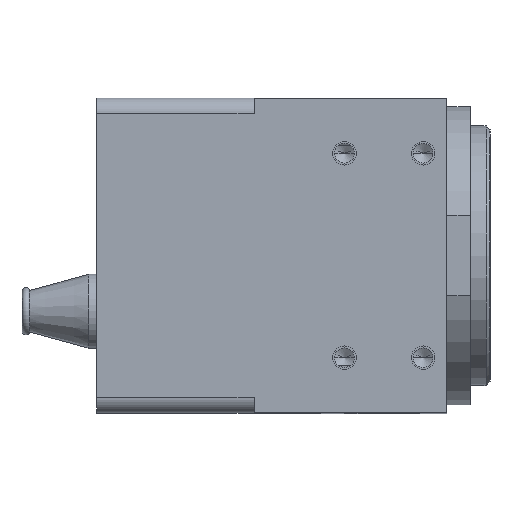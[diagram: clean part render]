
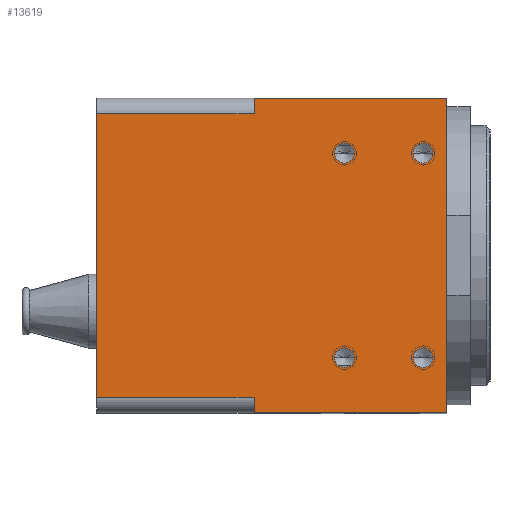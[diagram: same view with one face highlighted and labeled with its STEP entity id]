
A CAD part, top view. The second image highlights one B-rep face of the part: STEP entity #13619.
In plain terms, the highlighted planar face has unit normal (0, 0, 1).
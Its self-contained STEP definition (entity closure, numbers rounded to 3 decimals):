
#1909=DIRECTION('',(1.,0.,0.));
#1910=VECTOR('',#1909,24.5);
#1911=CARTESIAN_POINT('',(1.5,-20.,38.));
#1912=LINE('',#1911,#1910);
#3059=DIRECTION('',(0.,-1.,0.));
#3060=VECTOR('',#3059,36.);
#3061=CARTESIAN_POINT('',(-18.5,18.,38.));
#3062=LINE('',#3061,#3060);
#3737=CARTESIAN_POINT('',(23.,-13.,38.));
#3738=DIRECTION('',(0.,0.,1.));
#3739=DIRECTION('',(-1.,0.,0.));
#3740=AXIS2_PLACEMENT_3D('',#3737,#3738,#3739);
#3742=CARTESIAN_POINT('',(23.,-13.,38.));
#3743=DIRECTION('',(0.,0.,1.));
#3744=DIRECTION('',(1.,0.,0.));
#3745=AXIS2_PLACEMENT_3D('',#3742,#3743,#3744);
#3747=CARTESIAN_POINT('',(13.,-13.,38.));
#3748=DIRECTION('',(0.,0.,1.));
#3749=DIRECTION('',(-1.,0.,0.));
#3750=AXIS2_PLACEMENT_3D('',#3747,#3748,#3749);
#3752=CARTESIAN_POINT('',(13.,-13.,38.));
#3753=DIRECTION('',(0.,0.,1.));
#3754=DIRECTION('',(1.,0.,0.));
#3755=AXIS2_PLACEMENT_3D('',#3752,#3753,#3754);
#3757=CARTESIAN_POINT('',(23.,13.,38.));
#3758=DIRECTION('',(0.,0.,-1.));
#3759=DIRECTION('',(-1.,0.,0.));
#3760=AXIS2_PLACEMENT_3D('',#3757,#3758,#3759);
#3762=CARTESIAN_POINT('',(23.,13.,38.));
#3763=DIRECTION('',(0.,0.,-1.));
#3764=DIRECTION('',(1.,0.,0.));
#3765=AXIS2_PLACEMENT_3D('',#3762,#3763,#3764);
#3767=CARTESIAN_POINT('',(13.,13.,38.));
#3768=DIRECTION('',(0.,0.,-1.));
#3769=DIRECTION('',(-1.,0.,0.));
#3770=AXIS2_PLACEMENT_3D('',#3767,#3768,#3769);
#3772=CARTESIAN_POINT('',(13.,13.,38.));
#3773=DIRECTION('',(0.,0.,-1.));
#3774=DIRECTION('',(1.,0.,0.));
#3775=AXIS2_PLACEMENT_3D('',#3772,#3773,#3774);
#3777=DIRECTION('',(0.,-1.,0.));
#3778=VECTOR('',#3777,2.);
#3779=CARTESIAN_POINT('',(1.5,-18.,38.));
#3780=LINE('',#3779,#3778);
#3781=DIRECTION('',(-1.,0.,0.));
#3782=VECTOR('',#3781,20.);
#3783=CARTESIAN_POINT('',(1.5,-18.,38.));
#3784=LINE('',#3783,#3782);
#3785=DIRECTION('',(-1.,0.,0.));
#3786=VECTOR('',#3785,20.);
#3787=CARTESIAN_POINT('',(1.5,18.,38.));
#3788=LINE('',#3787,#3786);
#3789=DIRECTION('',(0.,-1.,0.));
#3790=VECTOR('',#3789,2.);
#3791=CARTESIAN_POINT('',(1.5,20.,38.));
#3792=LINE('',#3791,#3790);
#3793=DIRECTION('',(1.,0.,0.));
#3794=VECTOR('',#3793,24.5);
#3795=CARTESIAN_POINT('',(1.5,20.,38.));
#3796=LINE('',#3795,#3794);
#3913=DIRECTION('',(0.,-1.,0.));
#3914=VECTOR('',#3913,40.);
#3915=CARTESIAN_POINT('',(26.,20.,38.));
#3916=LINE('',#3915,#3914);
#7207=CARTESIAN_POINT('',(26.,20.,38.));
#7209=VERTEX_POINT('',#7207);
#7210=CARTESIAN_POINT('',(26.,-20.,38.));
#7211=VERTEX_POINT('',#7210);
#7218=CARTESIAN_POINT('',(1.5,20.,38.));
#7219=VERTEX_POINT('',#7218);
#7220=CARTESIAN_POINT('',(1.5,-20.,38.));
#7221=VERTEX_POINT('',#7220);
#7578=CARTESIAN_POINT('',(21.75,-13.,38.));
#7579=CARTESIAN_POINT('',(24.25,-13.,38.));
#7580=VERTEX_POINT('',#7578);
#7581=VERTEX_POINT('',#7579);
#7588=CARTESIAN_POINT('',(21.75,13.,38.));
#7589=CARTESIAN_POINT('',(24.25,13.,38.));
#7590=VERTEX_POINT('',#7588);
#7591=VERTEX_POINT('',#7589);
#7598=CARTESIAN_POINT('',(11.75,13.,38.));
#7599=CARTESIAN_POINT('',(14.25,13.,38.));
#7600=VERTEX_POINT('',#7598);
#7601=VERTEX_POINT('',#7599);
#7608=CARTESIAN_POINT('',(11.75,-13.,38.));
#7609=CARTESIAN_POINT('',(14.25,-13.,38.));
#7610=VERTEX_POINT('',#7608);
#7611=VERTEX_POINT('',#7609);
#8592=CARTESIAN_POINT('',(-18.5,18.,38.));
#8594=VERTEX_POINT('',#8592);
#8597=CARTESIAN_POINT('',(-18.5,-18.,38.));
#8599=VERTEX_POINT('',#8597);
#8908=CARTESIAN_POINT('',(1.5,18.,38.));
#8910=VERTEX_POINT('',#8908);
#8913=CARTESIAN_POINT('',(1.5,-18.,38.));
#8915=VERTEX_POINT('',#8913);
#13578=CARTESIAN_POINT('',(0.,20.,38.));
#13579=DIRECTION('',(0.,0.,1.));
#13580=DIRECTION('',(0.,-1.,0.));
#13581=AXIS2_PLACEMENT_3D('',#13578,#13579,#13580);
#13582=PLANE('',#13581);
#13583=ORIENTED_EDGE('',*,*,#10190,.F.);
#13585=ORIENTED_EDGE('',*,*,#13584,.T.);
#13586=ORIENTED_EDGE('',*,*,#12476,.F.);
#13587=ORIENTED_EDGE('',*,*,#13571,.F.);
#13588=ORIENTED_EDGE('',*,*,#10178,.F.);
#13589=ORIENTED_EDGE('',*,*,#10757,.T.);
#13591=ORIENTED_EDGE('',*,*,#13590,.T.);
#13592=ORIENTED_EDGE('',*,*,#11799,.F.);
#13593=EDGE_LOOP('',(#13583,#13585,#13586,#13587,#13588,#13589,#13591,#13592));
#13594=FACE_OUTER_BOUND('',#13593,.F.);
#13596=ORIENTED_EDGE('',*,*,#13595,.T.);
#13598=ORIENTED_EDGE('',*,*,#13597,.T.);
#13599=EDGE_LOOP('',(#13596,#13598));
#13600=FACE_BOUND('',#13599,.F.);
#13602=ORIENTED_EDGE('',*,*,#13601,.T.);
#13604=ORIENTED_EDGE('',*,*,#13603,.T.);
#13605=EDGE_LOOP('',(#13602,#13604));
#13606=FACE_BOUND('',#13605,.F.);
#13608=ORIENTED_EDGE('',*,*,#13607,.F.);
#13610=ORIENTED_EDGE('',*,*,#13609,.F.);
#13611=EDGE_LOOP('',(#13608,#13610));
#13612=FACE_BOUND('',#13611,.F.);
#13614=ORIENTED_EDGE('',*,*,#13613,.F.);
#13616=ORIENTED_EDGE('',*,*,#13615,.F.);
#13617=EDGE_LOOP('',(#13614,#13616));
#13618=FACE_BOUND('',#13617,.F.);
#13619=ADVANCED_FACE('',(#13594,#13600,#13606,#13612,#13618),#13582,.T.);
#3741=CIRCLE('',#3740,1.25);
#3746=CIRCLE('',#3745,1.25);
#3751=CIRCLE('',#3750,1.25);
#3756=CIRCLE('',#3755,1.25);
#3761=CIRCLE('',#3760,1.25);
#3766=CIRCLE('',#3765,1.25);
#3771=CIRCLE('',#3770,1.25);
#3776=CIRCLE('',#3775,1.25);
#10178=EDGE_CURVE('',#7219,#8910,#3792,.T.);
#10190=EDGE_CURVE('',#8915,#7221,#3780,.T.);
#10757=EDGE_CURVE('',#7219,#7209,#3796,.T.);
#11799=EDGE_CURVE('',#7221,#7211,#1912,.T.);
#12476=EDGE_CURVE('',#8594,#8599,#3062,.T.);
#13571=EDGE_CURVE('',#8910,#8594,#3788,.T.);
#13584=EDGE_CURVE('',#8915,#8599,#3784,.T.);
#13590=EDGE_CURVE('',#7209,#7211,#3916,.T.);
#13595=EDGE_CURVE('',#7580,#7581,#3741,.T.);
#13597=EDGE_CURVE('',#7581,#7580,#3746,.T.);
#13601=EDGE_CURVE('',#7610,#7611,#3751,.T.);
#13603=EDGE_CURVE('',#7611,#7610,#3756,.T.);
#13607=EDGE_CURVE('',#7590,#7591,#3761,.T.);
#13609=EDGE_CURVE('',#7591,#7590,#3766,.T.);
#13613=EDGE_CURVE('',#7600,#7601,#3771,.T.);
#13615=EDGE_CURVE('',#7601,#7600,#3776,.T.);
